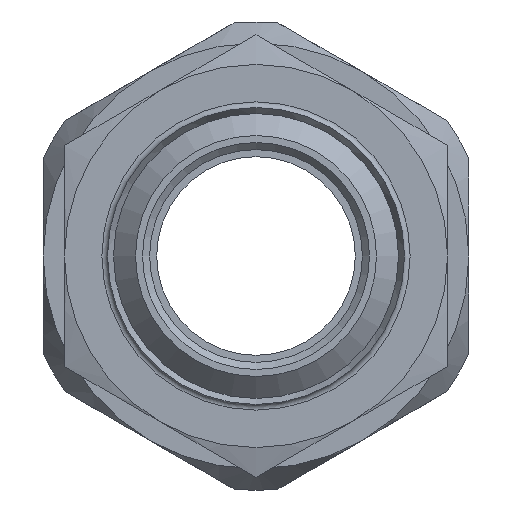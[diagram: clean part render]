
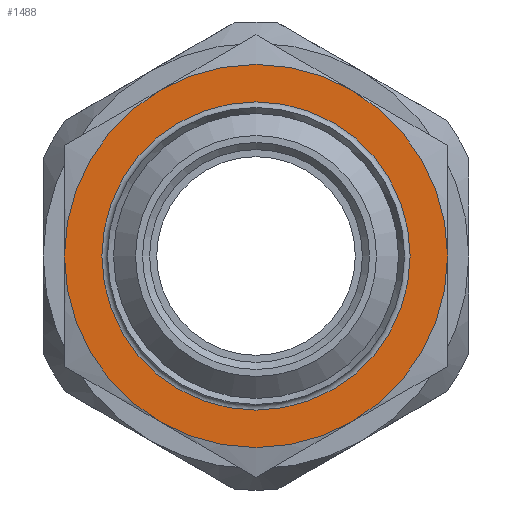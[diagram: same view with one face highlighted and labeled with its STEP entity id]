
A CAD part, left-side view. The second image highlights one B-rep face of the part: STEP entity #1488.
In plain terms, the highlighted planar face has unit normal (-1, 0, 0).
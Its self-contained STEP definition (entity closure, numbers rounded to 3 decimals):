
#70=FACE_BOUND('',#417,.T.);
#92=PLANE('',#1712);
#321=FACE_OUTER_BOUND('',#416,.T.);
#416=EDGE_LOOP('',(#1336,#1337,#1338,#1339,#1340,#1341));
#417=EDGE_LOOP('',(#1342,#1343));
#528=CIRCLE('',#1677,13.5);
#529=CIRCLE('',#1679,13.5);
#530=CIRCLE('',#1681,13.5);
#531=CIRCLE('',#1683,13.5);
#532=CIRCLE('',#1685,13.5);
#533=CIRCLE('',#1687,13.5);
#545=CIRCLE('',#1713,10.863);
#546=CIRCLE('',#1714,10.863);
#675=VERTEX_POINT('',#2640);
#677=VERTEX_POINT('',#2645);
#678=VERTEX_POINT('',#2651);
#680=VERTEX_POINT('',#2661);
#683=VERTEX_POINT('',#2675);
#685=VERTEX_POINT('',#2685);
#698=VERTEX_POINT('',#2746);
#699=VERTEX_POINT('',#2747);
#880=EDGE_CURVE('',#675,#677,#528,.T.);
#883=EDGE_CURVE('',#678,#675,#529,.T.);
#886=EDGE_CURVE('',#680,#678,#530,.T.);
#888=EDGE_CURVE('',#683,#680,#531,.T.);
#891=EDGE_CURVE('',#685,#683,#532,.T.);
#894=EDGE_CURVE('',#677,#685,#533,.T.);
#918=EDGE_CURVE('',#698,#699,#545,.T.);
#919=EDGE_CURVE('',#699,#698,#546,.T.);
#1336=ORIENTED_EDGE('',*,*,#883,.T.);
#1337=ORIENTED_EDGE('',*,*,#880,.T.);
#1338=ORIENTED_EDGE('',*,*,#894,.T.);
#1339=ORIENTED_EDGE('',*,*,#891,.T.);
#1340=ORIENTED_EDGE('',*,*,#888,.T.);
#1341=ORIENTED_EDGE('',*,*,#886,.T.);
#1342=ORIENTED_EDGE('',*,*,#918,.F.);
#1343=ORIENTED_EDGE('',*,*,#919,.F.);
#1488=ADVANCED_FACE('',(#321,#70),#92,.T.);
#1677=AXIS2_PLACEMENT_3D('',#2649,#2085,#2086);
#1679=AXIS2_PLACEMENT_3D('',#2659,#2089,#2090);
#1681=AXIS2_PLACEMENT_3D('',#2669,#2093,#2094);
#1683=AXIS2_PLACEMENT_3D('',#2676,#2097,#2098);
#1685=AXIS2_PLACEMENT_3D('',#2686,#2101,#2102);
#1687=AXIS2_PLACEMENT_3D('',#2695,#2105,#2106);
#1712=AXIS2_PLACEMENT_3D('',#2745,#2166,#2167);
#1713=AXIS2_PLACEMENT_3D('',#2748,#2168,#2169);
#1714=AXIS2_PLACEMENT_3D('',#2749,#2170,#2171);
#2085=DIRECTION('center_axis',(-1.,0.,0.));
#2086=DIRECTION('ref_axis',(0.,-0.5,0.866));
#2089=DIRECTION('center_axis',(-1.,0.,0.));
#2090=DIRECTION('ref_axis',(0.,-0.5,0.866));
#2093=DIRECTION('center_axis',(-1.,0.,0.));
#2094=DIRECTION('ref_axis',(0.,-0.5,0.866));
#2097=DIRECTION('center_axis',(-1.,0.,0.));
#2098=DIRECTION('ref_axis',(0.,-0.5,0.866));
#2101=DIRECTION('center_axis',(-1.,0.,0.));
#2102=DIRECTION('ref_axis',(0.,-0.5,0.866));
#2105=DIRECTION('center_axis',(-1.,0.,0.));
#2106=DIRECTION('ref_axis',(0.,-0.5,0.866));
#2166=DIRECTION('center_axis',(-1.,0.,0.));
#2167=DIRECTION('ref_axis',(0.,-0.5,0.866));
#2168=DIRECTION('center_axis',(-1.,0.,0.));
#2169=DIRECTION('ref_axis',(0.,0.5,-0.866));
#2170=DIRECTION('center_axis',(-1.,0.,0.));
#2171=DIRECTION('ref_axis',(0.,0.5,-0.866));
#2640=CARTESIAN_POINT('',(-61.2,6.75,11.691));
#2645=CARTESIAN_POINT('',(-61.2,13.5,0.));
#2649=CARTESIAN_POINT('Origin',(-61.2,0.,0.));
#2651=CARTESIAN_POINT('',(-61.2,-6.75,11.691));
#2659=CARTESIAN_POINT('Origin',(-61.2,0.,0.));
#2661=CARTESIAN_POINT('',(-61.2,-13.5,0.));
#2669=CARTESIAN_POINT('Origin',(-61.2,0.,0.));
#2675=CARTESIAN_POINT('',(-61.2,-6.75,-11.691));
#2676=CARTESIAN_POINT('Origin',(-61.2,0.,0.));
#2685=CARTESIAN_POINT('',(-61.2,6.75,-11.691));
#2686=CARTESIAN_POINT('Origin',(-61.2,0.,0.));
#2695=CARTESIAN_POINT('Origin',(-61.2,0.,0.));
#2745=CARTESIAN_POINT('Origin',(-61.2,-5.994,10.381));
#2746=CARTESIAN_POINT('',(-61.2,-5.431,9.407));
#2747=CARTESIAN_POINT('',(-61.2,5.431,-9.407));
#2748=CARTESIAN_POINT('Origin',(-61.2,0.,0.));
#2749=CARTESIAN_POINT('Origin',(-61.2,0.,0.));
